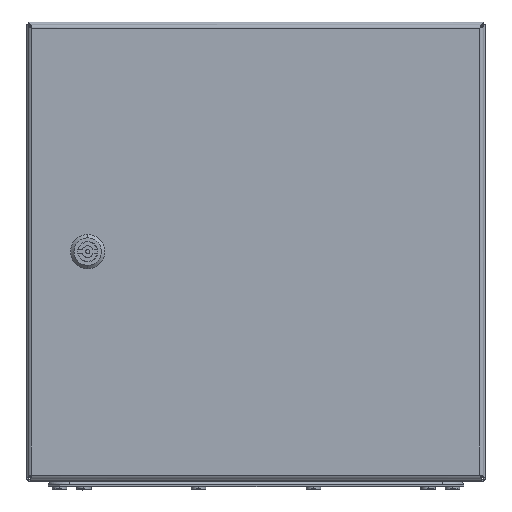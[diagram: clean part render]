
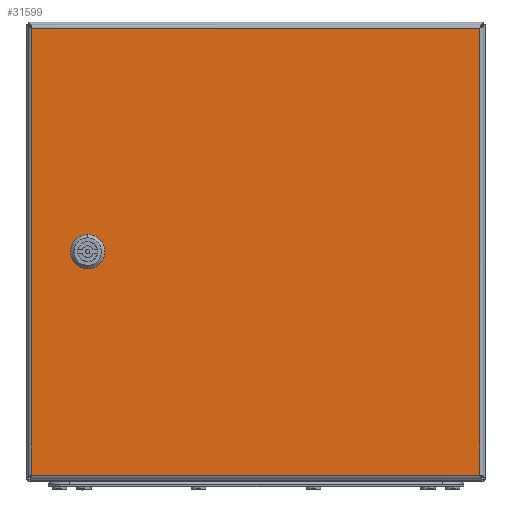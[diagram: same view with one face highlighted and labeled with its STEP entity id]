
A CAD part, top view. The second image highlights one B-rep face of the part: STEP entity #31599.
In plain terms, the highlighted planar face has unit normal (0, 0, 1).
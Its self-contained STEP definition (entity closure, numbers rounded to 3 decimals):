
#980 = CARTESIAN_POINT ( 'NONE',  ( 195.1, -196.246, 0. ) ) ;
#2071 = DIRECTION ( 'NONE',  ( 0., -1., 0. ) ) ;
#3139 = EDGE_CURVE ( 'NONE', #45546, #11692, #21211, .T. ) ;
#3523 = DIRECTION ( 'NONE',  ( -1., 0., 0. ) ) ;
#7500 = ORIENTED_EDGE ( 'NONE', *, *, #14317, .F. ) ;
#8960 = VECTOR ( 'NONE', #66309, 1000. ) ;
#9483 = VERTEX_POINT ( 'NONE', #48013 ) ;
#9980 = DIRECTION ( 'NONE',  ( 0., 1., 0. ) ) ;
#10543 = CARTESIAN_POINT ( 'NONE',  ( -156.5, 5.154, 0. ) ) ;
#11692 = VERTEX_POINT ( 'NONE', #110060 ) ;
#13129 = CARTESIAN_POINT ( 'NONE',  ( -146.5, 0., 0. ) ) ;
#13817 = ORIENTED_EDGE ( 'NONE', *, *, #109255, .F. ) ;
#14317 = EDGE_CURVE ( 'NONE', #75930, #72975, #16175, .T. ) ;
#16159 = EDGE_CURVE ( 'NONE', #97210, #9483, #89091, .T. ) ;
#16175 = CIRCLE ( 'NONE', #70958, 11.25 ) ;
#20677 = EDGE_CURVE ( 'NONE', #35480, #35472, #83353, .T. ) ;
#21211 = LINE ( 'NONE', #76989, #65469 ) ;
#21517 = VERTEX_POINT ( 'NONE', #113898 ) ;
#22438 = CARTESIAN_POINT ( 'NONE',  ( -195.1, 196.246, 0. ) ) ;
#25212 = ORIENTED_EDGE ( 'NONE', *, *, #32627, .F. ) ;
#25643 = CARTESIAN_POINT ( 'NONE',  ( -195.1, -194.6, 0. ) ) ;
#25958 = ORIENTED_EDGE ( 'NONE', *, *, #3139, .T. ) ;
#26006 = AXIS2_PLACEMENT_3D ( 'NONE', #113682, #78124, #51472 ) ;
#26084 = VERTEX_POINT ( 'NONE', #42651 ) ;
#28315 = ORIENTED_EDGE ( 'NONE', *, *, #71129, .F. ) ;
#29964 = LINE ( 'NONE', #22438, #53465 ) ;
#30076 = CARTESIAN_POINT ( 'NONE',  ( -146.5, 0., 0. ) ) ;
#30460 = AXIS2_PLACEMENT_3D ( 'NONE', #54518, #63357, #44869 ) ;
#30534 = EDGE_CURVE ( 'NONE', #11692, #97210, #29964, .T. ) ;
#30909 = CIRCLE ( 'NONE', #73677, 11.25 ) ;
#31599 = ADVANCED_FACE ( 'NONE', ( #110049, #80963 ), #113302, .T. ) ;
#32627 = EDGE_CURVE ( 'NONE', #21517, #35480, #100349, .T. ) ;
#35472 = VERTEX_POINT ( 'NONE', #40856 ) ;
#35480 = VERTEX_POINT ( 'NONE', #49318 ) ;
#36334 = VECTOR ( 'NONE', #9980, 1000. ) ;
#39377 = DIRECTION ( 'NONE',  ( 1., 0., 0. ) ) ;
#40856 = CARTESIAN_POINT ( 'NONE',  ( -136.5, 5.154, 0. ) ) ;
#40951 = AXIS2_PLACEMENT_3D ( 'NONE', #65392, #46842, #100515 ) ;
#42651 = CARTESIAN_POINT ( 'NONE',  ( -156.5, 5.154, 0. ) ) ;
#44869 = DIRECTION ( 'NONE',  ( 1., 0., 0. ) ) ;
#44898 = EDGE_CURVE ( 'NONE', #26084, #75930, #91046, .T. ) ;
#45166 = CARTESIAN_POINT ( 'NONE',  ( -136.5, 5.154, 0. ) ) ;
#45546 = VERTEX_POINT ( 'NONE', #112391 ) ;
#46842 = DIRECTION ( 'NONE',  ( 0., 0., 1. ) ) ;
#47609 = CARTESIAN_POINT ( 'NONE',  ( -141.346, 10., 0. ) ) ;
#47783 = VERTEX_POINT ( 'NONE', #47609 ) ;
#48013 = CARTESIAN_POINT ( 'NONE',  ( 195.1, -194.6, 0. ) ) ;
#49318 = CARTESIAN_POINT ( 'NONE',  ( -136.5, -5.154, 0. ) ) ;
#49539 = ORIENTED_EDGE ( 'NONE', *, *, #114167, .F. ) ;
#49995 = LINE ( 'NONE', #980, #55505 ) ;
#50790 = ORIENTED_EDGE ( 'NONE', *, *, #30534, .T. ) ;
#51472 = DIRECTION ( 'NONE',  ( 1., 0., 0. ) ) ;
#53465 = VECTOR ( 'NONE', #93139, 1000. ) ;
#54518 = CARTESIAN_POINT ( 'NONE',  ( -146.5, 0., 0. ) ) ;
#55505 = VECTOR ( 'NONE', #89045, 1000. ) ;
#57661 = LINE ( 'NONE', #68963, #71471 ) ;
#59202 = ORIENTED_EDGE ( 'NONE', *, *, #66036, .T. ) ;
#62888 = EDGE_CURVE ( 'NONE', #35472, #47783, #100140, .T. ) ;
#63357 = DIRECTION ( 'NONE',  ( 0., 0., 1. ) ) ;
#65207 = ORIENTED_EDGE ( 'NONE', *, *, #62888, .F. ) ;
#65311 = CARTESIAN_POINT ( 'NONE',  ( -151.654, 10., 0. ) ) ;
#65392 = CARTESIAN_POINT ( 'NONE',  ( -146.5, 0., 0. ) ) ;
#65469 = VECTOR ( 'NONE', #87383, 1000. ) ;
#66036 = EDGE_CURVE ( 'NONE', #9483, #45546, #49995, .T. ) ;
#66309 = DIRECTION ( 'NONE',  ( 1., 0., 0. ) ) ;
#68963 = CARTESIAN_POINT ( 'NONE',  ( -151.654, -10., 0. ) ) ;
#69963 = EDGE_LOOP ( 'NONE', ( #13817, #49539, #65207, #100542, #25212, #28315, #7500, #98395 ) ) ;
#70958 = AXIS2_PLACEMENT_3D ( 'NONE', #30076, #76053, #39377 ) ;
#71129 = EDGE_CURVE ( 'NONE', #72975, #21517, #57661, .T. ) ;
#71471 = VECTOR ( 'NONE', #78613, 1000. ) ;
#72975 = VERTEX_POINT ( 'NONE', #105322 ) ;
#73677 = AXIS2_PLACEMENT_3D ( 'NONE', #13129, #73774, #82298 ) ;
#73774 = DIRECTION ( 'NONE',  ( 0., 0., 1. ) ) ;
#75930 = VERTEX_POINT ( 'NONE', #109940 ) ;
#76053 = DIRECTION ( 'NONE',  ( 0., 0., 1. ) ) ;
#76989 = CARTESIAN_POINT ( 'NONE',  ( 196.746, 194.6, 0. ) ) ;
#78124 = DIRECTION ( 'NONE',  ( 0., 0., 1. ) ) ;
#78613 = DIRECTION ( 'NONE',  ( 1., 0., 0. ) ) ;
#79392 = ORIENTED_EDGE ( 'NONE', *, *, #16159, .T. ) ;
#79927 = VECTOR ( 'NONE', #3523, 1000. ) ;
#80164 = EDGE_LOOP ( 'NONE', ( #25958, #50790, #79392, #59202 ) ) ;
#80963 = FACE_OUTER_BOUND ( 'NONE', #80164, .T. ) ;
#82298 = DIRECTION ( 'NONE',  ( 1., 0., 0. ) ) ;
#83353 = LINE ( 'NONE', #45166, #36334 ) ;
#83716 = CARTESIAN_POINT ( 'NONE',  ( -196.746, -194.6, 0. ) ) ;
#84248 = CARTESIAN_POINT ( 'NONE',  ( -151.654, 10., 0. ) ) ;
#87383 = DIRECTION ( 'NONE',  ( -1., 0., 0. ) ) ;
#89045 = DIRECTION ( 'NONE',  ( 0., 1., 0. ) ) ;
#89091 = LINE ( 'NONE', #83716, #8960 ) ;
#91046 = LINE ( 'NONE', #10543, #100700 ) ;
#91365 = VERTEX_POINT ( 'NONE', #84248 ) ;
#93139 = DIRECTION ( 'NONE',  ( 0., -1., 0. ) ) ;
#97210 = VERTEX_POINT ( 'NONE', #25643 ) ;
#98395 = ORIENTED_EDGE ( 'NONE', *, *, #44898, .F. ) ;
#100140 = CIRCLE ( 'NONE', #30460, 11.25 ) ;
#100349 = CIRCLE ( 'NONE', #40951, 11.25 ) ;
#100515 = DIRECTION ( 'NONE',  ( 1., 0., 0. ) ) ;
#100542 = ORIENTED_EDGE ( 'NONE', *, *, #20677, .F. ) ;
#100700 = VECTOR ( 'NONE', #2071, 1000. ) ;
#102107 = LINE ( 'NONE', #65311, #79927 ) ;
#105322 = CARTESIAN_POINT ( 'NONE',  ( -151.654, -10., 0. ) ) ;
#109255 = EDGE_CURVE ( 'NONE', #91365, #26084, #30909, .T. ) ;
#109940 = CARTESIAN_POINT ( 'NONE',  ( -156.5, -5.154, 0. ) ) ;
#110049 = FACE_BOUND ( 'NONE', #69963, .T. ) ;
#110060 = CARTESIAN_POINT ( 'NONE',  ( -195.1, 194.6, 0. ) ) ;
#112391 = CARTESIAN_POINT ( 'NONE',  ( 195.1, 194.6, 0. ) ) ;
#113302 = PLANE ( 'NONE',  #26006 ) ;
#113682 = CARTESIAN_POINT ( 'NONE',  ( 0., 0., 0. ) ) ;
#113898 = CARTESIAN_POINT ( 'NONE',  ( -141.346, -10., 0. ) ) ;
#114167 = EDGE_CURVE ( 'NONE', #47783, #91365, #102107, .T. ) ;
